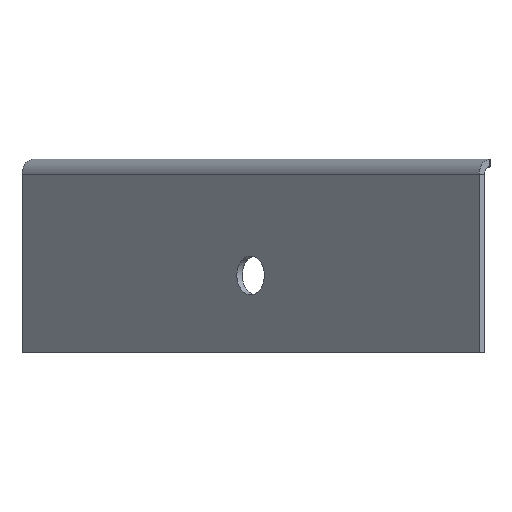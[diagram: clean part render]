
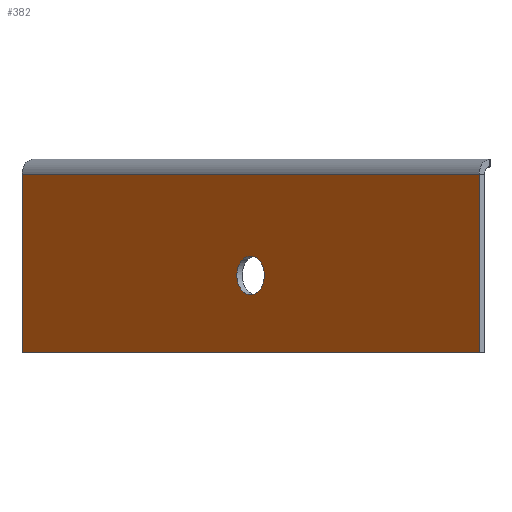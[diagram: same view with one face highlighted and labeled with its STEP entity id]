
A CAD part, left-side view. The second image highlights one B-rep face of the part: STEP entity #382.
In plain terms, the highlighted planar face has unit normal (-0.707, 0.707, 0).
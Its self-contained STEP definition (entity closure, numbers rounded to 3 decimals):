
#17=FACE_BOUND('',#80,.T.);
#31=PLANE('',#440);
#53=FACE_OUTER_BOUND('',#79,.T.);
#79=EDGE_LOOP('',(#315,#316,#317,#318));
#80=EDGE_LOOP('',(#319));
#103=LINE('',#609,#138);
#108=LINE('',#621,#143);
#114=LINE('',#637,#149);
#116=LINE('',#640,#151);
#138=VECTOR('',#505,10.);
#143=VECTOR('',#516,10.);
#149=VECTOR('',#534,10.);
#151=VECTOR('',#538,10.);
#157=CIRCLE('',#414,2.5);
#169=VERTEX_POINT('',#560);
#183=VERTEX_POINT('',#607);
#184=VERTEX_POINT('',#608);
#188=VERTEX_POINT('',#619);
#192=VERTEX_POINT('',#636);
#196=EDGE_CURVE('',#169,#169,#157,.T.);
#219=EDGE_CURVE('',#183,#184,#103,.T.);
#226=EDGE_CURVE('',#188,#184,#108,.T.);
#234=EDGE_CURVE('',#183,#192,#114,.T.);
#236=EDGE_CURVE('',#192,#188,#116,.T.);
#315=ORIENTED_EDGE('',*,*,#219,.T.);
#316=ORIENTED_EDGE('',*,*,#226,.F.);
#317=ORIENTED_EDGE('',*,*,#236,.F.);
#318=ORIENTED_EDGE('',*,*,#234,.F.);
#319=ORIENTED_EDGE('',*,*,#196,.T.);
#382=ADVANCED_FACE('',(#53,#17),#31,.T.);
#414=AXIS2_PLACEMENT_3D('',#561,#456,#457);
#440=AXIS2_PLACEMENT_3D('',#641,#539,#540);
#456=DIRECTION('center_axis',(0.707,-0.707,0.));
#457=DIRECTION('ref_axis',(0.,0.,-1.));
#505=DIRECTION('',(0.707,0.707,0.));
#516=DIRECTION('',(0.,0.,1.));
#534=DIRECTION('',(0.,0.,-1.));
#538=DIRECTION('',(0.707,0.707,0.));
#539=DIRECTION('center_axis',(-0.707,0.707,0.));
#540=DIRECTION('ref_axis',(0.5,0.5,0.707));
#560=CARTESIAN_POINT('',(-30.914,30.914,-11.5));
#561=CARTESIAN_POINT('Origin',(-30.914,30.914,-14.));
#607=CARTESIAN_POINT('',(-60.414,1.414,-1.));
#608=CARTESIAN_POINT('',(-1.414,60.414,-1.));
#609=CARTESIAN_POINT('',(-30.914,30.914,-1.));
#619=CARTESIAN_POINT('',(-1.414,60.414,-24.));
#621=CARTESIAN_POINT('',(-1.414,60.414,1.262));
#636=CARTESIAN_POINT('',(-60.414,1.414,-24.));
#637=CARTESIAN_POINT('',(-60.414,1.414,-1.));
#640=CARTESIAN_POINT('',(-60.414,1.414,-24.));
#641=CARTESIAN_POINT('Origin',(-22.274,39.555,30.762));
